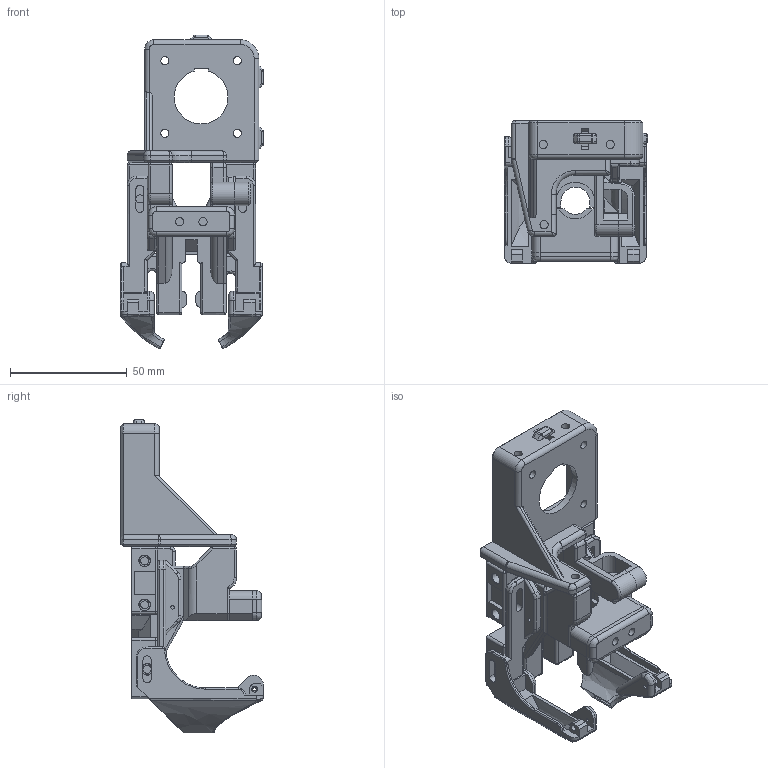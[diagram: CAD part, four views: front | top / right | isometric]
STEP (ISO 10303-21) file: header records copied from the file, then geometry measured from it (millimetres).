
FILE_DESCRIPTION(/* description */ (''),/* implementation_level */ '2;1');
FILE_NAME(/* name */ 'Hevo Direct Drive_1_9 Dual Gear 5 DD v3.step',/* time_stamp */ '2020-07-01T19:52:40+01:00',/* author */ (''),/* organization */ (''),/* preprocessor_version */ 'ST-DEVELOPER v18.1',/* originating_system */ 'Autodesk Translation Framework v9.3.0.1241',/* authorisation */ '');
FILE_SCHEMA (('AUTOMOTIVE_DESIGN { 1 0 10303 214 3 1 1 }'));
Length unit declared in the file: millimetre
Products named in the file (1): (Unsaved)
Bounding box: 61.2 x 60.88 x 134.26 mm (x, y, z)
Volume: 83723 mm3; surface area: 47398.7 mm2
Topology: 7 solids, 8 shells, 855 faces, 2068 edges, 1270 vertices
Faces by surface type: plane 399, cylinder 326, bspline 50, torus 34, sphere 34, cone 12
Full cylindrical faces by diameter (mm): 1.5 x4, 2.5 x2, 3 x1, 3.2 x4, 3.5 x30, 4.7 x17, 5 x14, 6 x1, 6.5 x2
Entity records: 26116 total; most frequent: CARTESIAN_POINT 5812, DIRECTION 4292, ORIENTED_EDGE 4122, EDGE_CURVE 2061, AXIS2_PLACEMENT_3D 1507, LINE 1278, VECTOR 1278, VERTEX_POINT 1270
